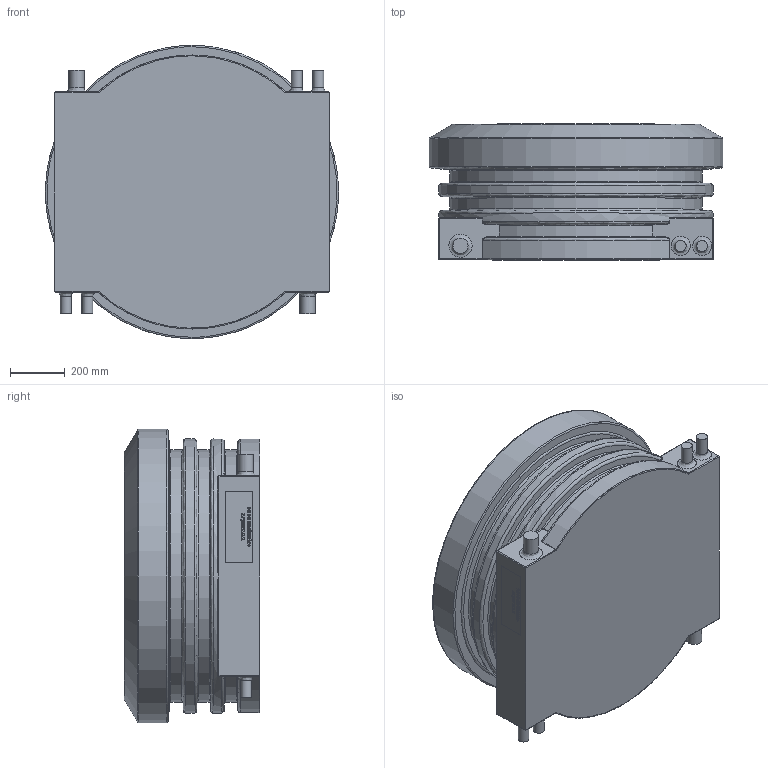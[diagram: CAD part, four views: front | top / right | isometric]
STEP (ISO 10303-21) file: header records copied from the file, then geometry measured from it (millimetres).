
FILE_DESCRIPTION (( 'STEP AP214' ), '1' );
FILE_NAME ('ÊÎÒ-2 - ðåâèò_âàð1.STEP', '2021-08-27T12:10:43', ( '' ), ( '' ), 'SwSTEP 2.0', 'SolidWorks 2018', '' );
FILE_SCHEMA (( 'AUTOMOTIVE_DESIGN' ));
Length unit declared in the file: millimetre
Products named in the file (1): ÊÎÒ-2 - ðåâèò_âàð1
Bounding box: 1070 x 495 x 1070 mm (x, y, z)
Volume: 298873362.3 mm3; surface area: 5909737.5 mm2
Topology: 1 solids, 2 shells, 813 faces, 2203 edges, 1428 vertices
Faces by surface type: bspline 493, plane 251, cylinder 68, cone 1
Full cylindrical faces by diameter (mm): 26 x4, 40 x4, 41 x2, 55 x2, 920 x2, 1000 x2, 1070 x1
Entity records: 32598 total; most frequent: CARTESIAN_POINT 15838, ORIENTED_EDGE 4270, EDGE_CURVE 2135, DIRECTION 1968, VERTEX_POINT 1419, VECTOR 1038, LINE 1038, EDGE_LOOP 906
